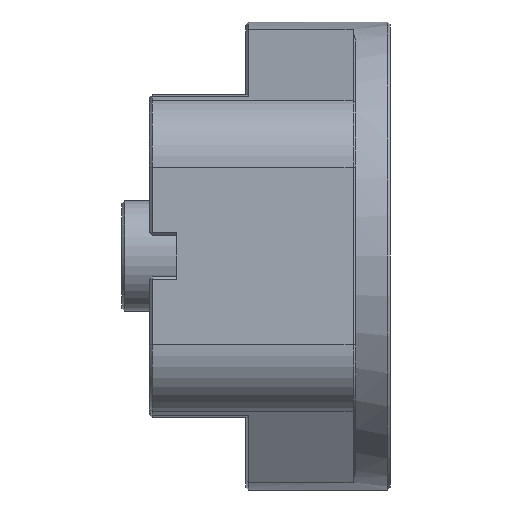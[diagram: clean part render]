
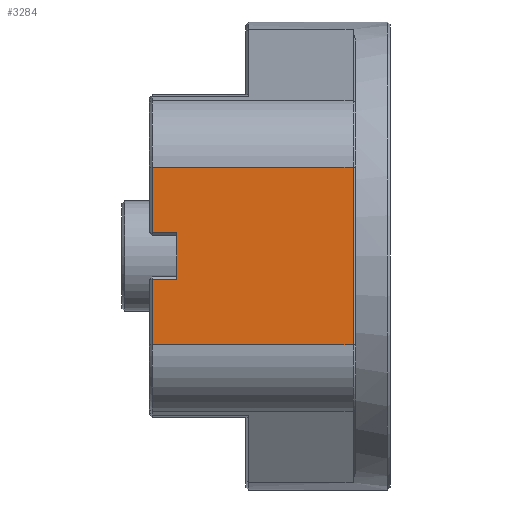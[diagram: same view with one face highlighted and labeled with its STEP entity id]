
A CAD part, left-side view. The second image highlights one B-rep face of the part: STEP entity #3284.
In plain terms, the highlighted planar face has unit normal (-1, 0, 0).
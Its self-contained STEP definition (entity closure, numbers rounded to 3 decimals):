
#37 = CARTESIAN_POINT ( 'NONE',  ( -28., 15.5, 1.5 ) ) ;
#82 = VERTEX_POINT ( 'NONE', #1660 ) ;
#123 = LINE ( 'NONE', #758, #714 ) ;
#205 = LINE ( 'NONE', #1294, #674 ) ;
#244 = CARTESIAN_POINT ( 'NONE',  ( -28., 2.7, 6.455 ) ) ;
#319 = ORIENTED_EDGE ( 'NONE', *, *, #1147, .T. ) ;
#444 = LINE ( 'NONE', #37, #2743 ) ;
#503 = VECTOR ( 'NONE', #1076, 1000. ) ;
#529 = VERTEX_POINT ( 'NONE', #3710 ) ;
#604 = PLANE ( 'NONE',  #3214 ) ;
#674 = VECTOR ( 'NONE', #1275, 1000. ) ;
#713 = VECTOR ( 'NONE', #1993, 1000. ) ;
#714 = VECTOR ( 'NONE', #2225, 1000. ) ;
#755 = VECTOR ( 'NONE', #2346, 1000. ) ;
#758 = CARTESIAN_POINT ( 'NONE',  ( -28., 17.5, -1.7 ) ) ;
#910 = LINE ( 'NONE', #244, #755 ) ;
#923 = CARTESIAN_POINT ( 'NONE',  ( -28., 17.3, 6.455 ) ) ;
#964 = EDGE_CURVE ( 'NONE', #1295, #1424, #1034, .T. ) ;
#1034 = LINE ( 'NONE', #4303, #1465 ) ;
#1076 = DIRECTION ( 'NONE',  ( 0., -1., 0. ) ) ;
#1147 = EDGE_CURVE ( 'NONE', #4372, #82, #123, .T. ) ;
#1275 = DIRECTION ( 'NONE',  ( 0., -1., 0. ) ) ;
#1294 = CARTESIAN_POINT ( 'NONE',  ( -28., 17.5, -6.455 ) ) ;
#1295 = VERTEX_POINT ( 'NONE', #923 ) ;
#1297 = DIRECTION ( 'NONE',  ( 0., 0., -1. ) ) ;
#1330 = CARTESIAN_POINT ( 'NONE',  ( -28., 17.3, 1.7 ) ) ;
#1338 = EDGE_CURVE ( 'NONE', #1385, #1295, #3062, .T. ) ;
#1368 = ORIENTED_EDGE ( 'NONE', *, *, #3032, .T. ) ;
#1385 = VERTEX_POINT ( 'NONE', #2794 ) ;
#1407 = DIRECTION ( 'NONE',  ( 0., 0., -1. ) ) ;
#1424 = VERTEX_POINT ( 'NONE', #1330 ) ;
#1465 = VECTOR ( 'NONE', #1407, 1000. ) ;
#1660 = CARTESIAN_POINT ( 'NONE',  ( -28., 17.3, -1.7 ) ) ;
#1856 = CARTESIAN_POINT ( 'NONE',  ( -28., 15.5, 1.7 ) ) ;
#1939 = DIRECTION ( 'NONE',  ( 1., 0., 0. ) ) ;
#1969 = CARTESIAN_POINT ( 'NONE',  ( -28., 17.5, 6.455 ) ) ;
#1980 = FACE_OUTER_BOUND ( 'NONE', #2416, .T. ) ;
#1993 = DIRECTION ( 'NONE',  ( 0., 1., 0. ) ) ;
#2000 = LINE ( 'NONE', #2867, #503 ) ;
#2020 = CARTESIAN_POINT ( 'NONE',  ( -28., 17.5, 0. ) ) ;
#2225 = DIRECTION ( 'NONE',  ( 0., 1., 0. ) ) ;
#2237 = DIRECTION ( 'NONE',  ( 0., 0., 1. ) ) ;
#2346 = DIRECTION ( 'NONE',  ( 0., 0., 1. ) ) ;
#2416 = EDGE_LOOP ( 'NONE', ( #4621, #4113, #4384, #4457, #2681, #2715, #319, #1368 ) ) ;
#2504 = VECTOR ( 'NONE', #4226, 1000. ) ;
#2535 = CARTESIAN_POINT ( 'NONE',  ( -28., 17.3, -6.455 ) ) ;
#2681 = ORIENTED_EDGE ( 'NONE', *, *, #2719, .T. ) ;
#2715 = ORIENTED_EDGE ( 'NONE', *, *, #3176, .F. ) ;
#2719 = EDGE_CURVE ( 'NONE', #1424, #4556, #2000, .T. ) ;
#2743 = VECTOR ( 'NONE', #2237, 1000. ) ;
#2794 = CARTESIAN_POINT ( 'NONE',  ( -28., 2.7, 6.455 ) ) ;
#2836 = CARTESIAN_POINT ( 'NONE',  ( -28., 17.3, 0. ) ) ;
#2867 = CARTESIAN_POINT ( 'NONE',  ( -28., 17.5, 1.7 ) ) ;
#3032 = EDGE_CURVE ( 'NONE', #82, #4604, #4600, .T. ) ;
#3062 = LINE ( 'NONE', #1969, #713 ) ;
#3176 = EDGE_CURVE ( 'NONE', #4372, #4556, #444, .T. ) ;
#3214 = AXIS2_PLACEMENT_3D ( 'NONE', #2020, #1939, #1297 ) ;
#3284 = ADVANCED_FACE ( 'NONE', ( #1980 ), #604, .F. ) ;
#3583 = CARTESIAN_POINT ( 'NONE',  ( -28., 15.5, -1.7 ) ) ;
#3710 = CARTESIAN_POINT ( 'NONE',  ( -28., 2.7, -6.455 ) ) ;
#4113 = ORIENTED_EDGE ( 'NONE', *, *, #4260, .T. ) ;
#4209 = EDGE_CURVE ( 'NONE', #4604, #529, #205, .T. ) ;
#4226 = DIRECTION ( 'NONE',  ( 0., 0., -1. ) ) ;
#4260 = EDGE_CURVE ( 'NONE', #529, #1385, #910, .T. ) ;
#4303 = CARTESIAN_POINT ( 'NONE',  ( -28., 17.3, 0. ) ) ;
#4372 = VERTEX_POINT ( 'NONE', #3583 ) ;
#4384 = ORIENTED_EDGE ( 'NONE', *, *, #1338, .T. ) ;
#4457 = ORIENTED_EDGE ( 'NONE', *, *, #964, .T. ) ;
#4556 = VERTEX_POINT ( 'NONE', #1856 ) ;
#4600 = LINE ( 'NONE', #2836, #2504 ) ;
#4604 = VERTEX_POINT ( 'NONE', #2535 ) ;
#4621 = ORIENTED_EDGE ( 'NONE', *, *, #4209, .T. ) ;
